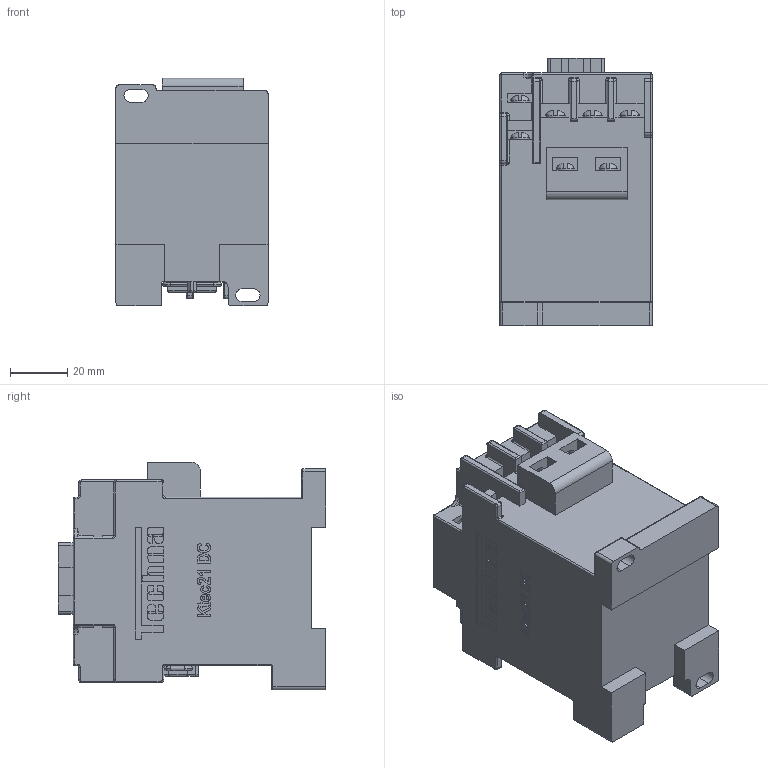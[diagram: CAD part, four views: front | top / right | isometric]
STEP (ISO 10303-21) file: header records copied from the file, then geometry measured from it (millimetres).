
FILE_DESCRIPTION (( 'STEP AP214' ), '1' );
FILE_NAME ('Ktec21 DC-W.STEP', '2020-05-27T10:54:43', ( '' ), ( '' ), 'SwSTEP 2.0', 'SolidWorks 2020', '' );
FILE_SCHEMA (( 'AUTOMOTIVE_DESIGN' ));
Length unit declared in the file: millimetre
Products named in the file (1): Ktec21 DC-W
Bounding box: 53.25 x 93.7 x 79.75 mm (x, y, z)
Volume: 271282.9 mm3; surface area: 39557.4 mm2
Topology: 1 solids, 1 shells, 1358 faces, 3579 edges, 2278 vertices
Faces by surface type: plane 666, cylinder 421, bspline 174, torus 90, sphere 7
Entity records: 57802 total; most frequent: CARTESIAN_POINT 16931, ORIENTED_EDGE 7142, DIRECTION 6545, EDGE_CURVE 3571, VERTEX_POINT 2278, VECTOR 2185, LINE 2185, AXIS2_PLACEMENT_3D 2180
